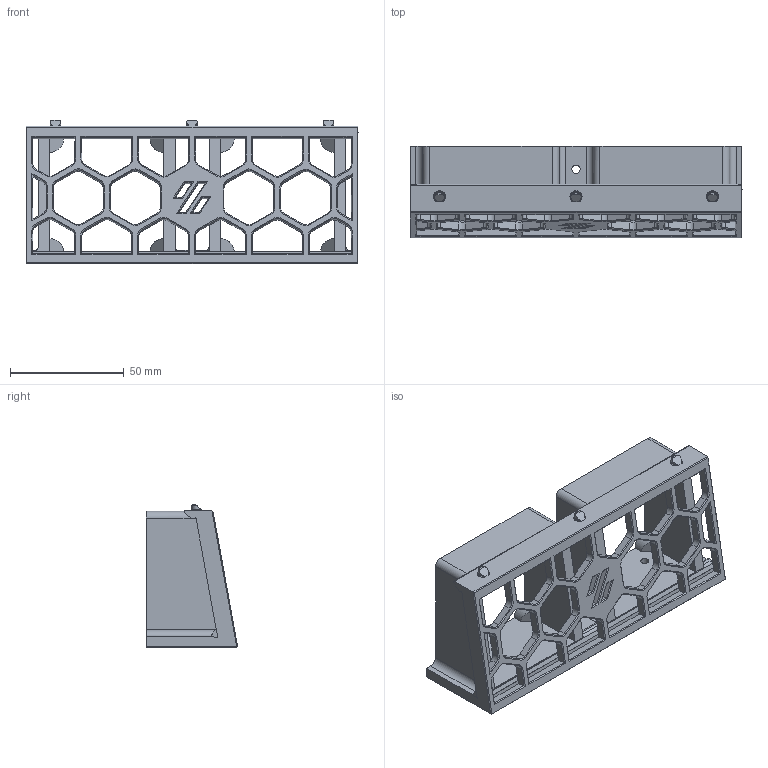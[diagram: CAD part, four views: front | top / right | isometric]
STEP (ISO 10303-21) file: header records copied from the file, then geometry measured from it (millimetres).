
FILE_DESCRIPTION(/* description */ (''),/* implementation_level */ '2;1');
FILE_NAME(/* name */ 'Doom Center Double Fan Skirt M4 v6.step',/* time_stamp */ '2023-01-08T20:06:34-05:00',/* author */ (''),/* organization */ (''),/* preprocessor_version */ 'ST-DEVELOPER v19',/* originating_system */ 'Autodesk Translation Framework v11.7.0.108',/* authorisation */ '');
FILE_SCHEMA (('AUTOMOTIVE_DESIGN { 1 0 10303 214 3 1 1 }'));
Length unit declared in the file: millimetre
Products named in the file (1): Doom Center Double Fan Skirt M4
Bounding box: 145.97 x 40.11 x 63.08 mm (x, y, z)
Volume: 82927.5 mm3; surface area: 45118.4 mm2
Topology: 1 solids, 1 shells, 473 faces, 1229 edges, 756 vertices
Faces by surface type: plane 296, cylinder 104, cone 70, bspline 3
Full cylindrical faces by diameter (mm): 3.6 x3, 5.6 x8
Entity records: 14427 total; most frequent: CARTESIAN_POINT 2615, ORIENTED_EDGE 2452, DIRECTION 2450, EDGE_CURVE 1226, LINE 894, VECTOR 894, AXIS2_PLACEMENT_3D 778, VERTEX_POINT 756
